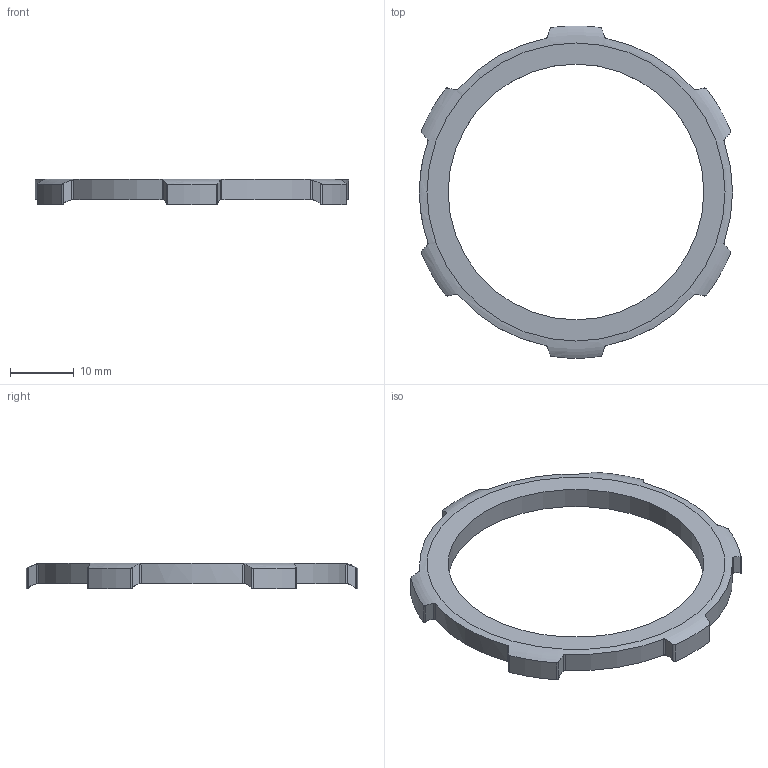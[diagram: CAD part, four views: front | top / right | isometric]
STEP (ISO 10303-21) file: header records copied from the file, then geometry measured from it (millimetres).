
FILE_DESCRIPTION(/* description */ ('Ground installation nut DN'),/* implementation_level */ '2;1');
FILE_NAME(/* name */ '',/* time_stamp */ '2025-06-09T14:23:37+07:00',/* author */ ('zeta-82'),/* organization */ ('ZETA'),/* preprocessor_version */ 'ST-DEVELOPER v19.2',/* originating_system */ 'Autodesk Inventor 2024',/* authorisation */ '');
FILE_SCHEMA (('AUTOMOTIVE_DESIGN { 1 0 10303 214 3 1 1 }'));
Length unit declared in the file: millimetre
Products named in the file (1): ЗЭТА.105.000.051-04
Bounding box: 49 x 51.94 x 4.05 mm (x, y, z)
Volume: 2271.5 mm3; surface area: 2367.7 mm2
Topology: 1 solids, 1 shells, 58 faces, 156 edges, 100 vertices
Faces by surface type: cylinder 37, plane 14, torus 7
Full cylindrical faces by diameter (mm): 40 x1
Entity records: 2378 total; most frequent: CARTESIAN_POINT 991, ORIENTED_EDGE 312, DIRECTION 237, EDGE_CURVE 156, VERTEX_POINT 100, AXIS2_PLACEMENT_3D 94, B_SPLINE_CURVE_WITH_KNOTS 72, EDGE_LOOP 60
